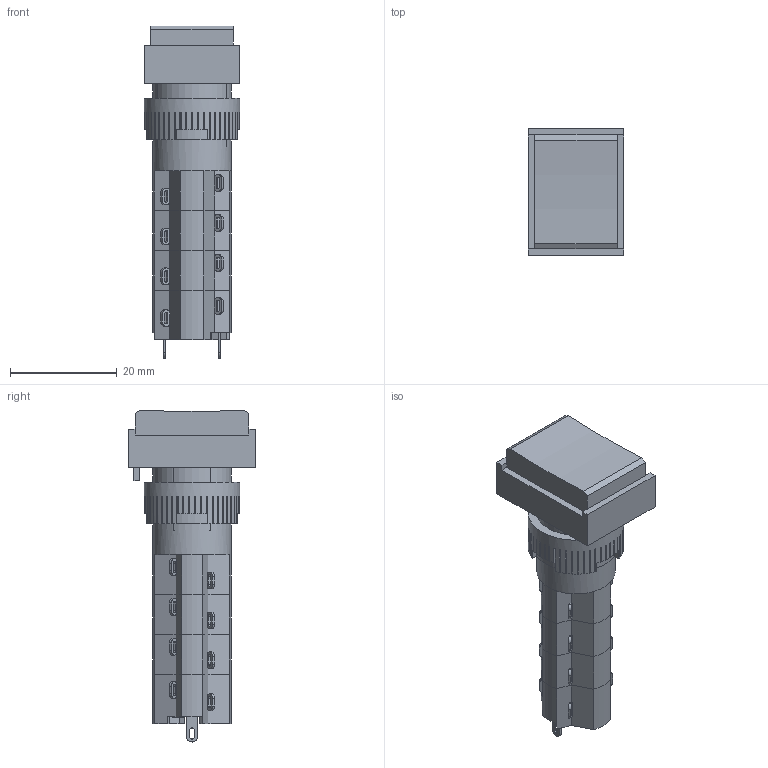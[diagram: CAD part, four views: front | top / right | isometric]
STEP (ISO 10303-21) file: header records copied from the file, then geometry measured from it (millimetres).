
FILE_DESCRIPTION(/* description */ (''),/* implementation_level */ '2;1');
FILE_NAME(/* name */ 'D16xxT140xxx.stp',/* time_stamp */ '2025-05-19T09:14:22-05:00',/* author */ ('mroman'),/* organization */ (''),/* preprocessor_version */ 'ST-DEVELOPER v18.1',/* originating_system */ 'Autodesk Inventor 2022',/* authorisation */ '');
FILE_SCHEMA (('AUTOMOTIVE_DESIGN { 1 0 10303 214 3 1 1 }'));
Length unit declared in the file: centimetre
Products named in the file (1): D16xxT140xxx
Bounding box: 18 x 24 x 62.33 mm (x, y, z)
Volume: 8722.2 mm3; surface area: 8902.6 mm2
Topology: 2 solids, 3 shells, 822 faces, 2339 edges, 1538 vertices
Faces by surface type: plane 587, cylinder 180, bspline 54, cone 1
Full cylindrical faces by diameter (mm): 3.2 x2, 3.5 x1, 8.4 x1, 14.7 x2, 18 x1
Entity records: 27803 total; most frequent: CARTESIAN_POINT 6150, ORIENTED_EDGE 4680, DIRECTION 4303, EDGE_CURVE 2340, LINE 1693, VECTOR 1693, VERTEX_POINT 1538, AXIS2_PLACEMENT_3D 1305
